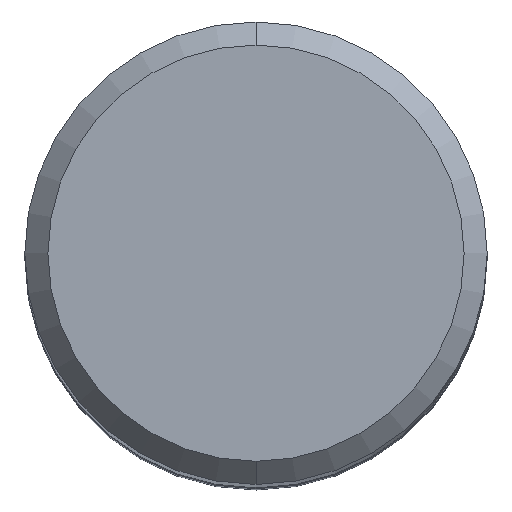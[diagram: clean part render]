
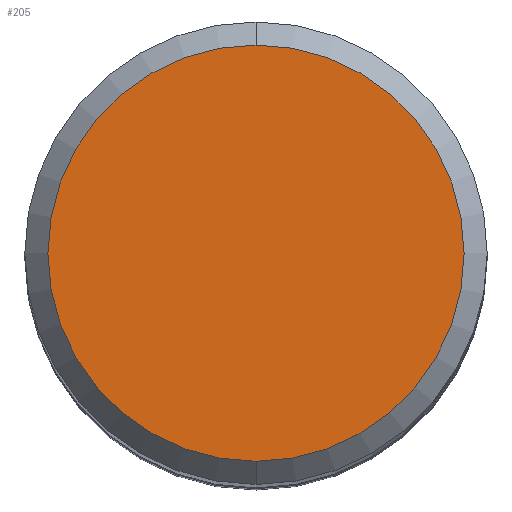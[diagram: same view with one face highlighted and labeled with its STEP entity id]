
A CAD part, top view. The second image highlights one B-rep face of the part: STEP entity #205.
In plain terms, the highlighted planar face has unit normal (0, 0, 1).
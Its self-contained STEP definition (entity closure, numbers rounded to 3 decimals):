
#205=ADVANCED_FACE('',(#514),#515,.T.);
#255=EDGE_CURVE('',#373,#263,#569,.T.);
#263=VERTEX_POINT('',#578);
#363=EDGE_CURVE('',#263,#373,#691,.T.);
#373=VERTEX_POINT('',#702);
#514=FACE_OUTER_BOUND('',#951,.T.);
#515=PLANE('',#952);
#569=CIRCLE('',#1050,5.4);
#578=CARTESIAN_POINT('',(0.,-5.4,0.0));
#691=CIRCLE('',#1260,5.4);
#702=CARTESIAN_POINT('',(0.0,5.4,0.0));
#951=EDGE_LOOP('',(#1539,#1540));
#952=AXIS2_PLACEMENT_3D('',#1541,#1542,#1543);
#1050=AXIS2_PLACEMENT_3D('',#1593,#1594,#1595);
#1260=AXIS2_PLACEMENT_3D('',#1750,#1751,#1752);
#1539=ORIENTED_EDGE('',*,*,#255,.F.);
#1540=ORIENTED_EDGE('',*,*,#363,.F.);
#1541=CARTESIAN_POINT('',(0.0,2.7,0.0));
#1542=DIRECTION('',(-0.0,0.0,1.0));
#1543=DIRECTION('',(0.0,-1.0,0.0));
#1593=CARTESIAN_POINT('',(0.0,0.0,0.0));
#1594=DIRECTION('',(0.0,0.0,-1.0));
#1595=DIRECTION('',(0.0,1.0,0.0));
#1750=CARTESIAN_POINT('',(0.0,0.0,0.0));
#1751=DIRECTION('',(0.0,0.0,-1.0));
#1752=DIRECTION('',(0.0,1.0,0.0));
